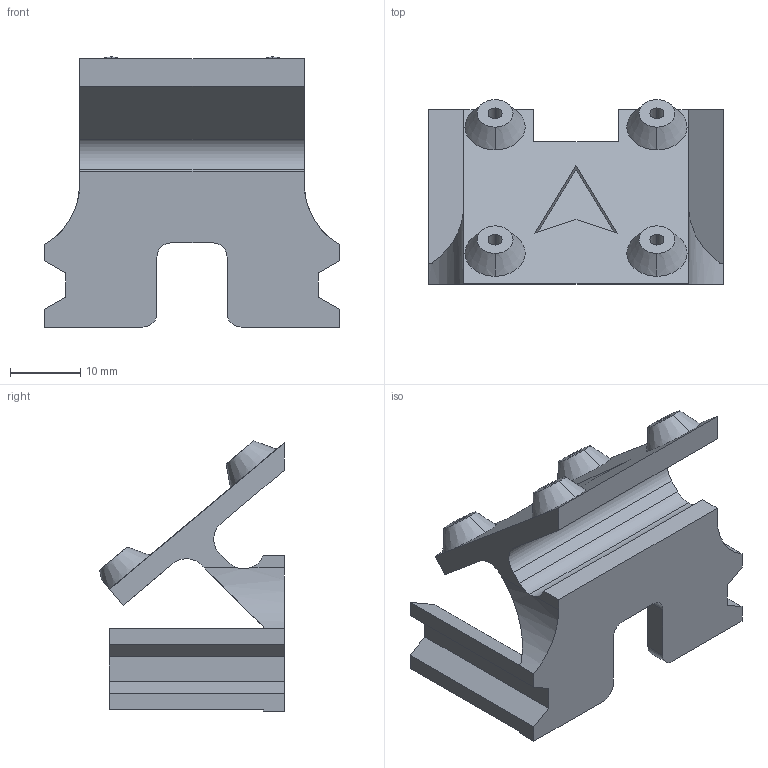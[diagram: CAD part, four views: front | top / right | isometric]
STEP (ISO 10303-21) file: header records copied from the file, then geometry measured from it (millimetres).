
FILE_DESCRIPTION (( 'STEP AP203' ), '1' );
FILE_NAME ('ÄåðæàòåëüÝêðàíà.STEP', '2021-07-07T09:04:37', ( '' ), ( '' ), 'SwSTEP 2.0', 'SolidWorks 2017', '' );
FILE_SCHEMA (( 'CONFIG_CONTROL_DESIGN' ));
Length unit declared in the file: millimetre
Products named in the file (1): ÄåðæàòåëüÝêðàíà
Bounding box: 42 x 26.34 x 38.55 mm (x, y, z)
Volume: 8262.5 mm3; surface area: 6309.1 mm2
Topology: 1 solids, 1 shells, 81 faces, 212 edges, 140 vertices
Faces by surface type: plane 55, cylinder 18, cone 8
Entity records: 2603 total; most frequent: CARTESIAN_POINT 496, ORIENTED_EDGE 424, DIRECTION 418, EDGE_CURVE 212, VECTOR 150, LINE 150, VERTEX_POINT 140, AXIS2_PLACEMENT_3D 134
